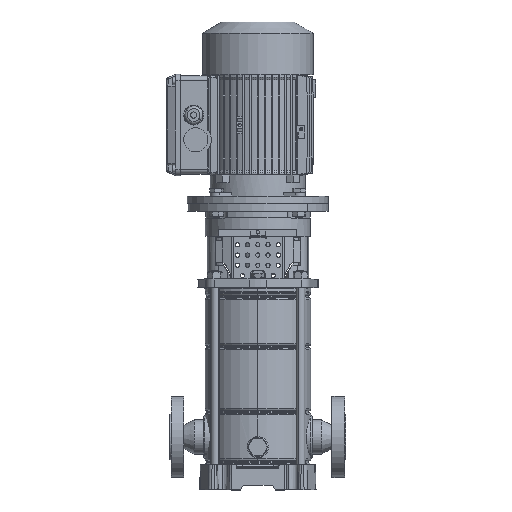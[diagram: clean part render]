
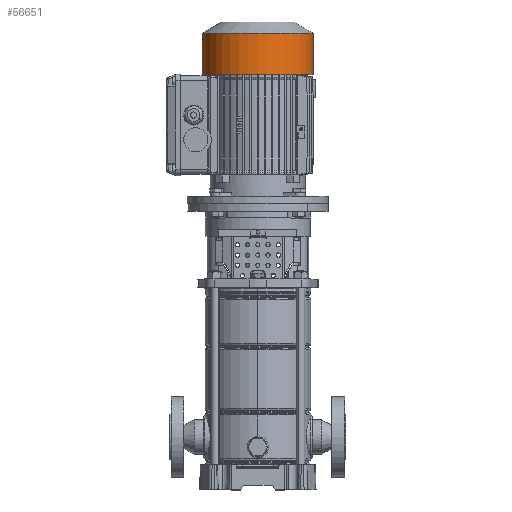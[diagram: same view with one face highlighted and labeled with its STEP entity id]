
A CAD part, top view. The second image highlights one B-rep face of the part: STEP entity #56651.
In plain terms, the highlighted cylindrical face has radius 78.3 mm (diameter 156.6 mm), a partial arc.
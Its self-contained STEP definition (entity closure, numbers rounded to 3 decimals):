
#131 = ORIENTED_EDGE ( 'NONE', *, *, #6586, .F. ) ;
#595 = AXIS2_PLACEMENT_3D ( 'NONE', #27087, #11640, #47188 ) ;
#4278 = DIRECTION ( 'NONE',  ( 0., 0., 1. ) ) ;
#4930 = LINE ( 'NONE', #64643, #60929 ) ;
#5027 = CARTESIAN_POINT ( 'NONE',  ( 0., 78.3, -130.238 ) ) ;
#5115 = ORIENTED_EDGE ( 'NONE', *, *, #51295, .T. ) ;
#6586 = EDGE_CURVE ( 'NONE', #59640, #20907, #45069, .T. ) ;
#6875 = EDGE_CURVE ( 'NONE', #32748, #59640, #4930, .T. ) ;
#10542 = ORIENTED_EDGE ( 'NONE', *, *, #35614, .T. ) ;
#11640 = DIRECTION ( 'NONE',  ( 0., 0., 1. ) ) ;
#14600 = CARTESIAN_POINT ( 'NONE',  ( 0., 0., -130.238 ) ) ;
#15010 = DIRECTION ( 'NONE',  ( 0., 0., 1. ) ) ;
#15928 = CYLINDRICAL_SURFACE ( 'NONE', #595, 78.3 ) ;
#17520 = CIRCLE ( 'NONE', #52249, 78.3 ) ;
#20907 = VERTEX_POINT ( 'NONE', #50862 ) ;
#25640 = LINE ( 'NONE', #45735, #30472 ) ;
#27087 = CARTESIAN_POINT ( 'NONE',  ( 0., 0., -144.8 ) ) ;
#28754 = DIRECTION ( 'NONE',  ( 0., 0., 1. ) ) ;
#30472 = VECTOR ( 'NONE', #36172, 1000. ) ;
#32748 = VERTEX_POINT ( 'NONE', #33564 ) ;
#33564 = CARTESIAN_POINT ( 'NONE',  ( 0., -78.3, -130.238 ) ) ;
#34674 = DIRECTION ( 'NONE',  ( 0., -1., 0. ) ) ;
#35614 = EDGE_CURVE ( 'NONE', #32748, #57566, #17520, .T. ) ;
#36172 = DIRECTION ( 'NONE',  ( 0., 0., 1. ) ) ;
#40046 = CARTESIAN_POINT ( 'NONE',  ( 0., 0., -71. ) ) ;
#45069 = CIRCLE ( 'NONE', #62980, 78.3 ) ;
#45735 = CARTESIAN_POINT ( 'NONE',  ( 0., 78.3, -144.8 ) ) ;
#46207 = ORIENTED_EDGE ( 'NONE', *, *, #6875, .F. ) ;
#46284 = DIRECTION ( 'NONE',  ( 0., -1., 0. ) ) ;
#47188 = DIRECTION ( 'NONE',  ( 0., -1., 0. ) ) ;
#50862 = CARTESIAN_POINT ( 'NONE',  ( 0., 78.3, -71. ) ) ;
#51295 = EDGE_CURVE ( 'NONE', #57566, #20907, #25640, .T. ) ;
#51429 = CARTESIAN_POINT ( 'NONE',  ( 0., -78.3, -71. ) ) ;
#52249 = AXIS2_PLACEMENT_3D ( 'NONE', #14600, #28754, #34674 ) ;
#56651 = ADVANCED_FACE ( 'NONE', ( #61104 ), #15928, .T. ) ;
#57566 = VERTEX_POINT ( 'NONE', #5027 ) ;
#57923 = EDGE_LOOP ( 'NONE', ( #10542, #5115, #131, #46207 ) ) ;
#59640 = VERTEX_POINT ( 'NONE', #51429 ) ;
#60929 = VECTOR ( 'NONE', #4278, 1000. ) ;
#61104 = FACE_OUTER_BOUND ( 'NONE', #57923, .T. ) ;
#62980 = AXIS2_PLACEMENT_3D ( 'NONE', #40046, #15010, #46284 ) ;
#64643 = CARTESIAN_POINT ( 'NONE',  ( 0., -78.3, -144.8 ) ) ;
